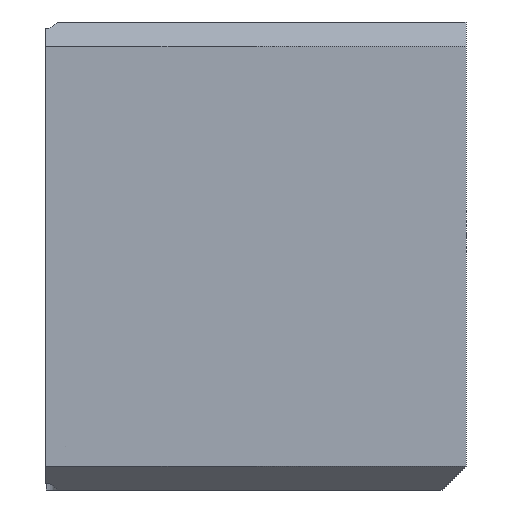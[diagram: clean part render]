
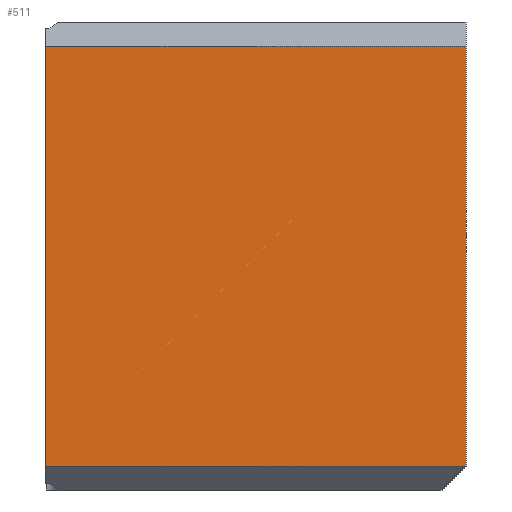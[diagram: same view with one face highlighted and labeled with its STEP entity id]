
A CAD part, left-side view. The second image highlights one B-rep face of the part: STEP entity #511.
In plain terms, the highlighted planar face has unit normal (-1, 0, 0).
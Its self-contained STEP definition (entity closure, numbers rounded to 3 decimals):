
#44=PLANE('',#566);
#74=FACE_OUTER_BOUND('',#103,.T.);
#103=EDGE_LOOP('',(#458,#459,#460,#461));
#147=LINE('',#832,#203);
#154=LINE('',#844,#210);
#160=LINE('',#855,#216);
#161=LINE('',#857,#217);
#203=VECTOR('',#675,10.);
#210=VECTOR('',#684,10.);
#216=VECTOR('',#696,10.);
#217=VECTOR('',#699,10.);
#263=VERTEX_POINT('',#822);
#267=VERTEX_POINT('',#831);
#271=VERTEX_POINT('',#842);
#273=VERTEX_POINT('',#853);
#328=EDGE_CURVE('',#263,#267,#147,.T.);
#335=EDGE_CURVE('',#263,#271,#154,.T.);
#341=EDGE_CURVE('',#273,#271,#160,.T.);
#342=EDGE_CURVE('',#267,#273,#161,.T.);
#458=ORIENTED_EDGE('',*,*,#341,.F.);
#459=ORIENTED_EDGE('',*,*,#342,.F.);
#460=ORIENTED_EDGE('',*,*,#328,.F.);
#461=ORIENTED_EDGE('',*,*,#335,.T.);
#511=ADVANCED_FACE('',(#74),#44,.T.);
#566=AXIS2_PLACEMENT_3D('',#856,#697,#698);
#675=DIRECTION('',(0.,1.,0.));
#684=DIRECTION('',(0.,0.,1.));
#696=DIRECTION('',(0.,-1.,0.));
#697=DIRECTION('center_axis',(-1.,0.,0.));
#698=DIRECTION('ref_axis',(0.,-1.,0.));
#699=DIRECTION('',(0.,0.,1.));
#822=CARTESIAN_POINT('',(-45.,-17.5,2.));
#831=CARTESIAN_POINT('',(-45.,17.5,2.));
#832=CARTESIAN_POINT('',(-45.,8.75,2.));
#842=CARTESIAN_POINT('',(-45.,-17.5,37.));
#844=CARTESIAN_POINT('',(-45.,-17.5,0.));
#853=CARTESIAN_POINT('',(-45.,17.5,37.));
#855=CARTESIAN_POINT('',(-45.,8.75,37.));
#856=CARTESIAN_POINT('Origin',(-45.,17.5,0.));
#857=CARTESIAN_POINT('',(-45.,17.5,0.));
